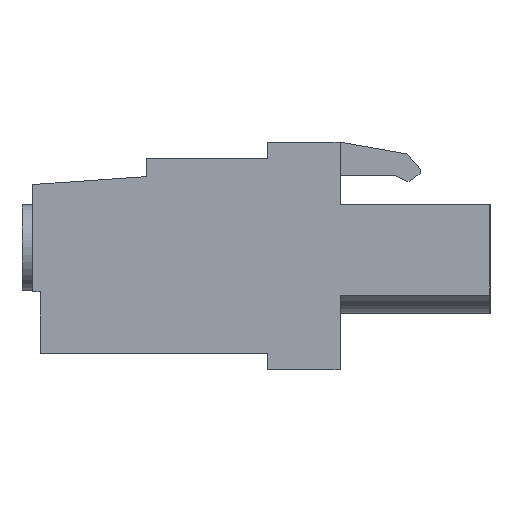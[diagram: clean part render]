
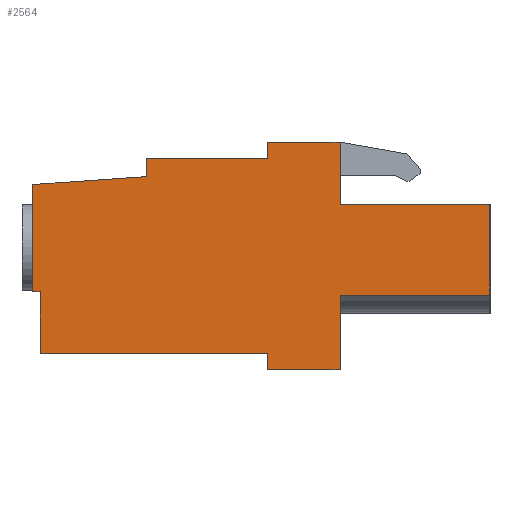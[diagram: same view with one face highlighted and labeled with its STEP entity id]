
A CAD part, left-side view. The second image highlights one B-rep face of the part: STEP entity #2564.
In plain terms, the highlighted planar face has unit normal (-1, 0, 0).
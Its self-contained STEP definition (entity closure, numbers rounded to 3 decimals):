
#50 = CARTESIAN_POINT ( 'NONE',  ( 0., 4., 2.555 ) ) ;
#62 = CARTESIAN_POINT ( 'NONE',  ( 0., 0., 0. ) ) ;
#223 = EDGE_CURVE ( 'NONE', #8225, #7951, #6820, .T. ) ;
#282 = FACE_OUTER_BOUND ( 'NONE', #3431, .T. ) ;
#509 = CARTESIAN_POINT ( 'NONE',  ( 0., -8.3, -5. ) ) ;
#1043 = DIRECTION ( 'NONE',  ( 0., 1., 0. ) ) ;
#1046 = CARTESIAN_POINT ( 'NONE',  ( 0., 4., -9.14 ) ) ;
#1117 = DIRECTION ( 'NONE',  ( 1., 0., 0. ) ) ;
#1233 = VECTOR ( 'NONE', #6509, 1000. ) ;
#1266 = LINE ( 'NONE', #6645, #10314 ) ;
#1274 = CARTESIAN_POINT ( 'NONE',  ( 0., 10.7, 1.555 ) ) ;
#1284 = ORIENTED_EDGE ( 'NONE', *, *, #223, .F. ) ;
#1357 = VECTOR ( 'NONE', #5965, 1000. ) ;
#1376 = LINE ( 'NONE', #6040, #10153 ) ;
#1637 = CARTESIAN_POINT ( 'NONE',  ( 0., 16.6, -8.235 ) ) ;
#1638 = LINE ( 'NONE', #1792, #3984 ) ;
#1792 = CARTESIAN_POINT ( 'NONE',  ( 0., -8.3, 0. ) ) ;
#1877 = CARTESIAN_POINT ( 'NONE',  ( 0., 0., -5. ) ) ;
#1958 = CARTESIAN_POINT ( 'NONE',  ( 0., 16.6, -4.815 ) ) ;
#2037 = EDGE_CURVE ( 'NONE', #4012, #6512, #1376, .T. ) ;
#2120 = ORIENTED_EDGE ( 'NONE', *, *, #2833, .F. ) ;
#2345 = ORIENTED_EDGE ( 'NONE', *, *, #7179, .F. ) ;
#2437 = VERTEX_POINT ( 'NONE', #6953 ) ;
#2553 = EDGE_CURVE ( 'NONE', #4203, #4012, #7808, .T. ) ;
#2564 = ADVANCED_FACE ( 'NONE', ( #282 ), #10995, .F. ) ;
#2667 = VERTEX_POINT ( 'NONE', #1274 ) ;
#2733 = VECTOR ( 'NONE', #10080, 1000. ) ;
#2761 = VERTEX_POINT ( 'NONE', #10648 ) ;
#2833 = EDGE_CURVE ( 'NONE', #8060, #8225, #6861, .T. ) ;
#2866 = EDGE_CURVE ( 'NONE', #10864, #5164, #1638, .T. ) ;
#2961 = CARTESIAN_POINT ( 'NONE',  ( 0., 0., -5. ) ) ;
#3431 = EDGE_LOOP ( 'NONE', ( #3762, #2345, #11128, #10651, #9772, #5669, #7169, #1284, #2120, #8392, #7147, #6087, #6946, #7586, #10573, #10272 ) ) ;
#3741 = DIRECTION ( 'NONE',  ( 0., 1., 0. ) ) ;
#3762 = ORIENTED_EDGE ( 'NONE', *, *, #2866, .F. ) ;
#3874 = CARTESIAN_POINT ( 'NONE',  ( 0., -8.3, -5. ) ) ;
#3956 = LINE ( 'NONE', #1046, #6020 ) ;
#3984 = VECTOR ( 'NONE', #4370, 1000. ) ;
#4012 = VERTEX_POINT ( 'NONE', #1877 ) ;
#4100 = LINE ( 'NONE', #4689, #5895 ) ;
#4199 = DIRECTION ( 'NONE',  ( 0., 0., -1. ) ) ;
#4203 = VERTEX_POINT ( 'NONE', #3874 ) ;
#4370 = DIRECTION ( 'NONE',  ( 0., -1., 0. ) ) ;
#4483 = CARTESIAN_POINT ( 'NONE',  ( 0., 10.7, 2.555 ) ) ;
#4487 = VECTOR ( 'NONE', #7806, 1000. ) ;
#4689 = CARTESIAN_POINT ( 'NONE',  ( 0., 0., 0. ) ) ;
#4819 = EDGE_CURVE ( 'NONE', #6512, #9126, #3956, .T. ) ;
#5014 = VERTEX_POINT ( 'NONE', #7726 ) ;
#5049 = VECTOR ( 'NONE', #7513, 1000. ) ;
#5081 = CARTESIAN_POINT ( 'NONE',  ( 0., 0., 3.46 ) ) ;
#5164 = VERTEX_POINT ( 'NONE', #8731 ) ;
#5363 = DIRECTION ( 'NONE',  ( 0., 0., 1. ) ) ;
#5395 = DIRECTION ( 'NONE',  ( 0., 0., -1. ) ) ;
#5584 = DIRECTION ( 'NONE',  ( 0., 0., -1. ) ) ;
#5604 = LINE ( 'NONE', #509, #5049 ) ;
#5619 = CARTESIAN_POINT ( 'NONE',  ( 0., 4., 3.46 ) ) ;
#5635 = CARTESIAN_POINT ( 'NONE',  ( 0., 4., -9.14 ) ) ;
#5669 = ORIENTED_EDGE ( 'NONE', *, *, #8562, .F. ) ;
#5778 = LINE ( 'NONE', #11228, #1357 ) ;
#5895 = VECTOR ( 'NONE', #5584, 1000. ) ;
#5939 = CARTESIAN_POINT ( 'NONE',  ( 0., 4., -8.235 ) ) ;
#5946 = EDGE_CURVE ( 'NONE', #11033, #2761, #8219, .T. ) ;
#5965 = DIRECTION ( 'NONE',  ( 0., 0., 1. ) ) ;
#6020 = VECTOR ( 'NONE', #3741, 1000. ) ;
#6040 = CARTESIAN_POINT ( 'NONE',  ( 0., 0., -9.14 ) ) ;
#6041 = EDGE_CURVE ( 'NONE', #7955, #7480, #7409, .T. ) ;
#6056 = VECTOR ( 'NONE', #7638, 1000. ) ;
#6087 = ORIENTED_EDGE ( 'NONE', *, *, #6343, .F. ) ;
#6204 = EDGE_CURVE ( 'NONE', #7480, #8060, #5778, .T. ) ;
#6343 = EDGE_CURVE ( 'NONE', #9126, #7955, #11408, .T. ) ;
#6468 = VECTOR ( 'NONE', #9437, 1000. ) ;
#6509 = DIRECTION ( 'NONE',  ( 0., 0., 1. ) ) ;
#6512 = VERTEX_POINT ( 'NONE', #7973 ) ;
#6645 = CARTESIAN_POINT ( 'NONE',  ( 0., 4., 2.555 ) ) ;
#6820 = LINE ( 'NONE', #7957, #4487 ) ;
#6861 = LINE ( 'NONE', #11311, #8603 ) ;
#6946 = ORIENTED_EDGE ( 'NONE', *, *, #4819, .F. ) ;
#6953 = CARTESIAN_POINT ( 'NONE',  ( 0., 0., 3.46 ) ) ;
#7147 = ORIENTED_EDGE ( 'NONE', *, *, #6041, .F. ) ;
#7169 = ORIENTED_EDGE ( 'NONE', *, *, #9297, .F. ) ;
#7179 = EDGE_CURVE ( 'NONE', #2437, #10864, #4100, .T. ) ;
#7409 = LINE ( 'NONE', #9178, #2733 ) ;
#7480 = VERTEX_POINT ( 'NONE', #1637 ) ;
#7513 = DIRECTION ( 'NONE',  ( 0., 0., -1. ) ) ;
#7586 = ORIENTED_EDGE ( 'NONE', *, *, #2037, .F. ) ;
#7638 = DIRECTION ( 'NONE',  ( 0., -0.998, 0.07 ) ) ;
#7662 = EDGE_CURVE ( 'NONE', #5164, #4203, #5604, .T. ) ;
#7726 = CARTESIAN_POINT ( 'NONE',  ( 0., 10.7, 2.555 ) ) ;
#7806 = DIRECTION ( 'NONE',  ( 0., 0., 1. ) ) ;
#7808 = LINE ( 'NONE', #2961, #9591 ) ;
#7834 = LINE ( 'NONE', #4483, #9332 ) ;
#7878 = CARTESIAN_POINT ( 'NONE',  ( 0., 17., 1.115 ) ) ;
#7951 = VERTEX_POINT ( 'NONE', #7878 ) ;
#7955 = VERTEX_POINT ( 'NONE', #8742 ) ;
#7957 = CARTESIAN_POINT ( 'NONE',  ( 0., 17., 1.115 ) ) ;
#7973 = CARTESIAN_POINT ( 'NONE',  ( 0., 0., -9.14 ) ) ;
#8060 = VERTEX_POINT ( 'NONE', #1958 ) ;
#8184 = VECTOR ( 'NONE', #10315, 1000. ) ;
#8219 = LINE ( 'NONE', #5619, #1233 ) ;
#8225 = VERTEX_POINT ( 'NONE', #11019 ) ;
#8246 = EDGE_CURVE ( 'NONE', #5014, #11033, #1266, .T. ) ;
#8392 = ORIENTED_EDGE ( 'NONE', *, *, #6204, .F. ) ;
#8460 = CARTESIAN_POINT ( 'NONE',  ( 0., 10.7, 1.555 ) ) ;
#8562 = EDGE_CURVE ( 'NONE', #2667, #5014, #7834, .T. ) ;
#8603 = VECTOR ( 'NONE', #9134, 1000. ) ;
#8617 = LINE ( 'NONE', #8460, #6056 ) ;
#8731 = CARTESIAN_POINT ( 'NONE',  ( 0., -8.3, 0. ) ) ;
#8742 = CARTESIAN_POINT ( 'NONE',  ( 0., 4., -8.235 ) ) ;
#9126 = VERTEX_POINT ( 'NONE', #5635 ) ;
#9134 = DIRECTION ( 'NONE',  ( 0., 1., 0. ) ) ;
#9178 = CARTESIAN_POINT ( 'NONE',  ( 0., 16.6, -8.235 ) ) ;
#9297 = EDGE_CURVE ( 'NONE', #7951, #2667, #8617, .T. ) ;
#9332 = VECTOR ( 'NONE', #5363, 1000. ) ;
#9437 = DIRECTION ( 'NONE',  ( 0., 0., 1. ) ) ;
#9463 = CARTESIAN_POINT ( 'NONE',  ( 0., 0., 0. ) ) ;
#9591 = VECTOR ( 'NONE', #1043, 1000. ) ;
#9772 = ORIENTED_EDGE ( 'NONE', *, *, #8246, .F. ) ;
#10080 = DIRECTION ( 'NONE',  ( 0., 1., 0. ) ) ;
#10153 = VECTOR ( 'NONE', #4199, 1000. ) ;
#10255 = AXIS2_PLACEMENT_3D ( 'NONE', #62, #1117, #5395 ) ;
#10272 = ORIENTED_EDGE ( 'NONE', *, *, #7662, .F. ) ;
#10314 = VECTOR ( 'NONE', #11062, 1000. ) ;
#10315 = DIRECTION ( 'NONE',  ( 0., -1., 0. ) ) ;
#10573 = ORIENTED_EDGE ( 'NONE', *, *, #2553, .F. ) ;
#10648 = CARTESIAN_POINT ( 'NONE',  ( 0., 4., 3.46 ) ) ;
#10651 = ORIENTED_EDGE ( 'NONE', *, *, #5946, .F. ) ;
#10822 = LINE ( 'NONE', #5081, #8184 ) ;
#10851 = EDGE_CURVE ( 'NONE', #2761, #2437, #10822, .T. ) ;
#10864 = VERTEX_POINT ( 'NONE', #9463 ) ;
#10995 = PLANE ( 'NONE',  #10255 ) ;
#11019 = CARTESIAN_POINT ( 'NONE',  ( 0., 17., -4.815 ) ) ;
#11033 = VERTEX_POINT ( 'NONE', #50 ) ;
#11062 = DIRECTION ( 'NONE',  ( 0., -1., 0. ) ) ;
#11128 = ORIENTED_EDGE ( 'NONE', *, *, #10851, .F. ) ;
#11228 = CARTESIAN_POINT ( 'NONE',  ( 0., 16.6, -4.815 ) ) ;
#11311 = CARTESIAN_POINT ( 'NONE',  ( 0., 17., -4.815 ) ) ;
#11408 = LINE ( 'NONE', #5939, #6468 ) ;
